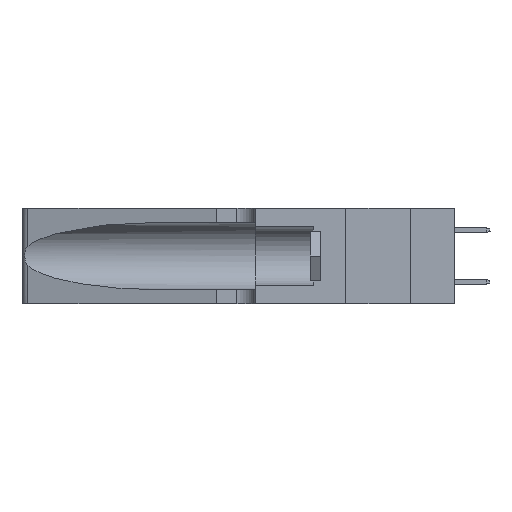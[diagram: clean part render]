
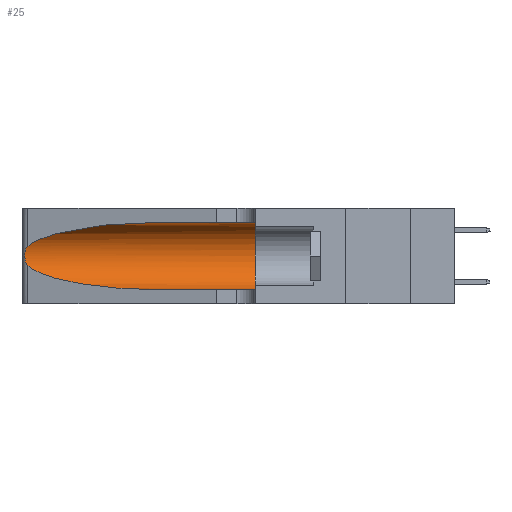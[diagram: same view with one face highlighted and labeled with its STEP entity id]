
A CAD part, left-side view. The second image highlights one B-rep face of the part: STEP entity #25.
In plain terms, the highlighted cylindrical face has radius 3.308 mm (diameter 6.617 mm), a partial arc.
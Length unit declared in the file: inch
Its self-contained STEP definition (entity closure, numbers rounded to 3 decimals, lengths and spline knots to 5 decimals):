
#25 = ADVANCED_FACE ( 'NONE', ( #33394 ), #5388, .F. ) ;
#60 = VERTEX_POINT ( 'NONE', #27829 ) ;
#161 = VECTOR ( 'NONE', #31471, 39.37008 ) ;
#2963 = ORIENTED_EDGE ( 'NONE', *, *, #28274, .T. ) ;
#3341 = CARTESIAN_POINT ( 'NONE',  ( 0.1305, 0.35, 0.31525 ) ) ;
#4333 = VERTEX_POINT ( 'NONE', #19272 ) ;
#4689 = CARTESIAN_POINT ( 'NONE',  ( 0.1305, 0.35, 0.05475 ) ) ;
#4877 = CARTESIAN_POINT ( 'NONE',  ( 0.26017, 1.23833, 0.17102 ) ) ;
#5388 = CYLINDRICAL_SURFACE ( 'NONE', #36066, 0.13025 ) ;
#5547 = CARTESIAN_POINT ( 'NONE',  ( 0.2373, 1.15595, 0.28018 ) ) ;
#5889 = VERTEX_POINT ( 'NONE', #4689 ) ;
#5979 = CARTESIAN_POINT ( 'NONE',  ( 0.1305, 1.61858, 0.05475 ) ) ;
#6418 = CARTESIAN_POINT ( 'NONE',  ( 0.1305, 1.61858, 0.31525 ) ) ;
#7471 = CARTESIAN_POINT ( 'NONE',  ( 0.25639, 1.23184, 0.21858 ) ) ;
#8184 = VERTEX_POINT ( 'NONE', #18628 ) ;
#8189 = EDGE_CURVE ( 'NONE', #22971, #5889, #11820, .T. ) ;
#9599 = ORIENTED_EDGE ( 'NONE', *, *, #34446, .T. ) ;
#10471 = DIRECTION ( 'NONE',  ( 0., 1., 0. ) ) ;
#10808 = CARTESIAN_POINT ( 'NONE',  ( 0.25789, 1.23486, 0.15765 ) ) ;
#11131 = CARTESIAN_POINT ( 'NONE',  ( 0.25487, 1.22718, 0.22369 ) ) ;
#11478 = CARTESIAN_POINT ( 'NONE',  ( 0.18966, 0.96281, 0.31525 ) ) ;
#11820 = CIRCLE ( 'NONE', #24239, 0.13025 ) ;
#12069 = DIRECTION ( 'NONE',  ( 0., -1., 0. ) ) ;
#13226 = CARTESIAN_POINT ( 'NONE',  ( 0.26075, 1.23896, 0.178 ) ) ;
#14249 =( BOUNDED_CURVE ( )  B_SPLINE_CURVE ( 3, ( #23902, #26866, #17794, #29089 ),
 .UNSPECIFIED., .F., .T. ) 
 B_SPLINE_CURVE_WITH_KNOTS ( ( 4, 4 ),
 ( 3.44316, 4.71239 ),
 .UNSPECIFIED. ) 
 CURVE ( )  GEOMETRIC_REPRESENTATION_ITEM ( )  RATIONAL_B_SPLINE_CURVE ( ( 1., 0.87, 0.87, 1. ) ) 
 REPRESENTATION_ITEM ( '' )  );
#14592 = LINE ( 'NONE', #6418, #161 ) ;
#14614 = VECTOR ( 'NONE', #12069, 39.37008 ) ;
#15633 = CARTESIAN_POINT ( 'NONE',  ( 0.25487, 1.22718, 0.22369 ) ) ;
#16186 = CARTESIAN_POINT ( 'NONE',  ( 0.25856, 1.23593, 0.16098 ) ) ;
#17317 = ORIENTED_EDGE ( 'NONE', *, *, #35988, .F. ) ;
#17419 = B_SPLINE_CURVE_WITH_KNOTS ( 'NONE', 3,
 ( #15633, #32887, #7471, #26943, #30278, #21376, #18600, #13226, #4877, #16186, #10808, #27870, #28218, #30641 ),
 .UNSPECIFIED., .F., .F.,
 ( 4, 2, 2, 2, 2, 2, 4 ),
 ( 0., 0.00027, 0.00053, 0.00107, 0.0016, 0.00187, 0.00214 ),
 .UNSPECIFIED. ) ;
#17794 = CARTESIAN_POINT ( 'NONE',  ( 0.18966, 0.96281, 0.05475 ) ) ;
#18257 =( BOUNDED_CURVE ( )  B_SPLINE_CURVE ( 3, ( #34462, #11478, #5547, #11131 ),
 .UNSPECIFIED., .F., .T. ) 
 B_SPLINE_CURVE_WITH_KNOTS ( ( 4, 4 ),
 ( 1.5708, 2.84003 ),
 .UNSPECIFIED. ) 
 CURVE ( )  GEOMETRIC_REPRESENTATION_ITEM ( )  RATIONAL_B_SPLINE_CURVE ( ( 1., 0.87, 0.87, 1. ) ) 
 REPRESENTATION_ITEM ( '' )  );
#18600 = CARTESIAN_POINT ( 'NONE',  ( 0.26075, 1.23896, 0.19203 ) ) ;
#18628 = CARTESIAN_POINT ( 'NONE',  ( 0.25487, 1.22718, 0.14631 ) ) ;
#19272 = CARTESIAN_POINT ( 'NONE',  ( 0.1305, 0.72297, 0.31525 ) ) ;
#19682 = EDGE_LOOP ( 'NONE', ( #2963, #9599, #22697, #35520, #21359, #17317 ) ) ;
#19920 = CARTESIAN_POINT ( 'NONE',  ( 0.25487, 1.22718, 0.22369 ) ) ;
#21359 = ORIENTED_EDGE ( 'NONE', *, *, #8189, .F. ) ;
#21376 = CARTESIAN_POINT ( 'NONE',  ( 0.26018, 1.23835, 0.19895 ) ) ;
#21771 = DIRECTION ( 'NONE',  ( 0., 0., 1. ) ) ;
#22071 = CARTESIAN_POINT ( 'NONE',  ( 0.1305, 1.61858, 0.185 ) ) ;
#22697 = ORIENTED_EDGE ( 'NONE', *, *, #24887, .T. ) ;
#22971 = VERTEX_POINT ( 'NONE', #3341 ) ;
#23902 = CARTESIAN_POINT ( 'NONE',  ( 0.25487, 1.22718, 0.14631 ) ) ;
#24239 = AXIS2_PLACEMENT_3D ( 'NONE', #35878, #10471, #21771 ) ;
#24887 = EDGE_CURVE ( 'NONE', #8184, #60, #14249, .T. ) ;
#26866 = CARTESIAN_POINT ( 'NONE',  ( 0.2373, 1.15595, 0.08982 ) ) ;
#26943 = CARTESIAN_POINT ( 'NONE',  ( 0.25787, 1.23484, 0.2124 ) ) ;
#27461 = DIRECTION ( 'NONE',  ( 0., -1., 0. ) ) ;
#27829 = CARTESIAN_POINT ( 'NONE',  ( 0.1305, 0.72297, 0.05475 ) ) ;
#27870 = CARTESIAN_POINT ( 'NONE',  ( 0.25639, 1.23186, 0.15144 ) ) ;
#28218 = CARTESIAN_POINT ( 'NONE',  ( 0.25555, 1.22993, 0.14849 ) ) ;
#28274 = EDGE_CURVE ( 'NONE', #4333, #34119, #18257, .T. ) ;
#29089 = CARTESIAN_POINT ( 'NONE',  ( 0.1305, 0.72297, 0.05475 ) ) ;
#29688 = EDGE_CURVE ( 'NONE', #60, #5889, #34165, .T. ) ;
#30278 = CARTESIAN_POINT ( 'NONE',  ( 0.25854, 1.2359, 0.20912 ) ) ;
#30641 = CARTESIAN_POINT ( 'NONE',  ( 0.25487, 1.22718, 0.14631 ) ) ;
#31471 = DIRECTION ( 'NONE',  ( 0., -1., 0. ) ) ;
#32887 = CARTESIAN_POINT ( 'NONE',  ( 0.25555, 1.22994, 0.2215 ) ) ;
#33394 = FACE_OUTER_BOUND ( 'NONE', #19682, .T. ) ;
#33757 = DIRECTION ( 'NONE',  ( 0., 0., -1. ) ) ;
#34119 = VERTEX_POINT ( 'NONE', #19920 ) ;
#34165 = LINE ( 'NONE', #5979, #14614 ) ;
#34446 = EDGE_CURVE ( 'NONE', #34119, #8184, #17419, .T. ) ;
#34462 = CARTESIAN_POINT ( 'NONE',  ( 0.1305, 0.72297, 0.31525 ) ) ;
#35520 = ORIENTED_EDGE ( 'NONE', *, *, #29688, .T. ) ;
#35878 = CARTESIAN_POINT ( 'NONE',  ( 0.1305, 0.35, 0.185 ) ) ;
#35988 = EDGE_CURVE ( 'NONE', #4333, #22971, #14592, .T. ) ;
#36066 = AXIS2_PLACEMENT_3D ( 'NONE', #22071, #27461, #33757 ) ;
